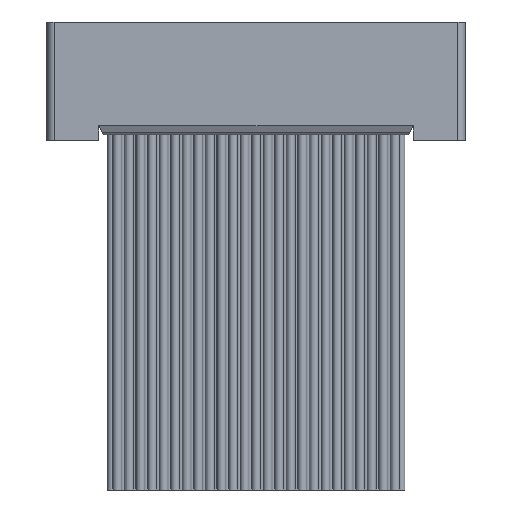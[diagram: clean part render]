
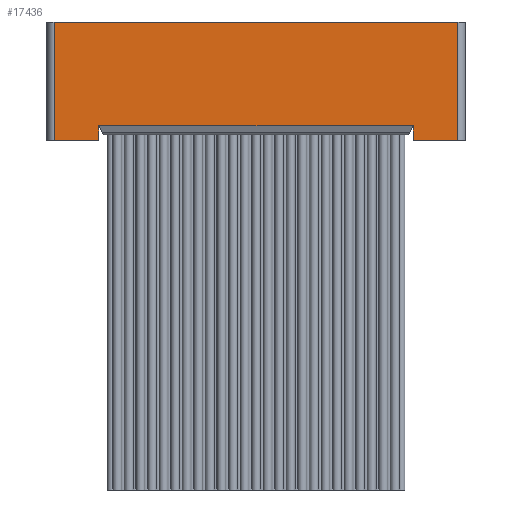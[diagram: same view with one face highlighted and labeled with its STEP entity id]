
A CAD part, front view. The second image highlights one B-rep face of the part: STEP entity #17436.
In plain terms, the highlighted planar face has unit normal (0, -1, 0).
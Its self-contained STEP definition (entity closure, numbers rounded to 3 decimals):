
#928=DIRECTION('',(1.,0.,0.));
#929=VECTOR('',#928,22.16);
#930=CARTESIAN_POINT('',(-10.395,0.197,38.55));
#931=LINE('',#930,#929);
#932=DIRECTION('',(-1.,0.,0.));
#933=VECTOR('',#932,2.45);
#934=CARTESIAN_POINT('',(-7.945,0.197,32.05));
#935=LINE('',#934,#933);
#940=DIRECTION('',(0.,0.,1.));
#941=VECTOR('',#940,6.5);
#942=CARTESIAN_POINT('',(11.765,0.197,32.05));
#943=LINE('',#942,#941);
#3104=DIRECTION('',(1.,0.,0.));
#3105=VECTOR('',#3104,2.45);
#3106=CARTESIAN_POINT('',(9.315,0.197,32.05));
#3107=LINE('',#3106,#3105);
#3155=DIRECTION('',(0.,0.,1.));
#3156=VECTOR('',#3155,0.8);
#3157=CARTESIAN_POINT('',(-7.945,0.197,32.05));
#3158=LINE('',#3157,#3156);
#3167=DIRECTION('',(-1.,0.,0.));
#3168=VECTOR('',#3167,17.26);
#3169=CARTESIAN_POINT('',(9.315,0.197,32.85));
#3170=LINE('',#3169,#3168);
#3183=DIRECTION('',(0.,0.,-1.));
#3184=VECTOR('',#3183,0.8);
#3185=CARTESIAN_POINT('',(9.315,0.197,32.85));
#3186=LINE('',#3185,#3184);
#6215=DIRECTION('',(0.,0.,-1.));
#6216=VECTOR('',#6215,6.5);
#6217=CARTESIAN_POINT('',(-10.395,0.197,38.55));
#6218=LINE('',#6217,#6216);
#11405=CARTESIAN_POINT('',(11.765,0.197,38.55));
#11406=VERTEX_POINT('',#11405);
#11407=CARTESIAN_POINT('',(-10.395,0.197,38.55));
#11408=VERTEX_POINT('',#11407);
#11445=CARTESIAN_POINT('',(-7.945,0.197,32.05));
#11446=CARTESIAN_POINT('',(-10.395,0.197,32.05));
#11447=VERTEX_POINT('',#11445);
#11448=VERTEX_POINT('',#11446);
#11457=CARTESIAN_POINT('',(-7.945,0.197,32.85));
#11458=VERTEX_POINT('',#11457);
#11459=CARTESIAN_POINT('',(9.315,0.197,32.85));
#11460=VERTEX_POINT('',#11459);
#11461=CARTESIAN_POINT('',(9.315,0.197,32.05));
#11462=VERTEX_POINT('',#11461);
#11463=CARTESIAN_POINT('',(11.765,0.197,32.05));
#11464=VERTEX_POINT('',#11463);
#17415=CARTESIAN_POINT('',(0.685,0.197,35.3));
#17416=DIRECTION('',(0.,1.,0.));
#17417=DIRECTION('',(0.,0.,1.));
#17418=AXIS2_PLACEMENT_3D('',#17415,#17416,#17417);
#17419=PLANE('',#17418);
#17420=ORIENTED_EDGE('',*,*,#17330,.T.);
#17422=ORIENTED_EDGE('',*,*,#17421,.F.);
#17424=ORIENTED_EDGE('',*,*,#17423,.F.);
#17426=ORIENTED_EDGE('',*,*,#17425,.F.);
#17428=ORIENTED_EDGE('',*,*,#17427,.T.);
#17430=ORIENTED_EDGE('',*,*,#17429,.F.);
#17431=ORIENTED_EDGE('',*,*,#17395,.T.);
#17433=ORIENTED_EDGE('',*,*,#17432,.F.);
#17434=EDGE_LOOP('',(#17420,#17422,#17424,#17426,#17428,#17430,#17431,#17433));
#17435=FACE_OUTER_BOUND('',#17434,.F.);
#17330=EDGE_CURVE('',#11408,#11406,#931,.T.);
#17395=EDGE_CURVE('',#11447,#11448,#935,.T.);
#17421=EDGE_CURVE('',#11464,#11406,#943,.T.);
#17423=EDGE_CURVE('',#11462,#11464,#3107,.T.);
#17425=EDGE_CURVE('',#11460,#11462,#3186,.T.);
#17427=EDGE_CURVE('',#11460,#11458,#3170,.T.);
#17429=EDGE_CURVE('',#11447,#11458,#3158,.T.);
#17432=EDGE_CURVE('',#11408,#11448,#6218,.T.);
#17436=ADVANCED_FACE('',(#17435),#17419,.F.);
